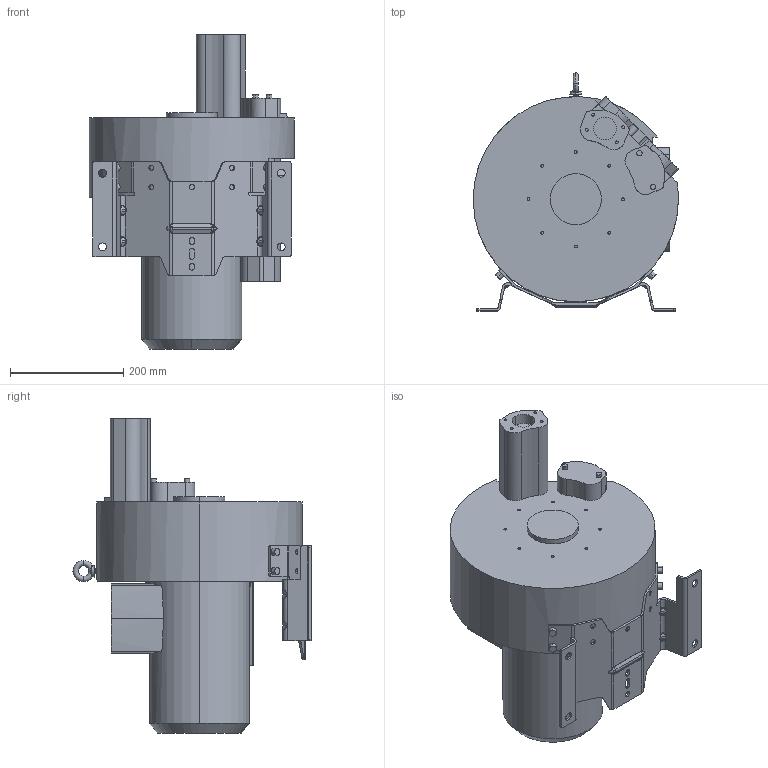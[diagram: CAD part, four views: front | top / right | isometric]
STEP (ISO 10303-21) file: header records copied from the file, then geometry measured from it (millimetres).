
FILE_DESCRIPTION (( 'STEP AP203' ), '1' );
FILE_NAME ('4RB420-0AP21-1.STEP', '2025-05-14T07:29:25', ( '' ), ( '' ), 'SwSTEP 2.0', 'SolidWorks 2025', '' );
FILE_SCHEMA (( 'CONFIG_CONTROL_DESIGN' ));
Length unit declared in the file: millimetre
Products named in the file (1): 4RB420-0AP21-1
Bounding box: 362.67 x 419.71 x 553.92 mm (x, y, z)
Volume: 23337647.9 mm3; surface area: 816076 mm2
Topology: 1 solids, 1 shells, 595 faces, 1561 edges, 1007 vertices
Faces by surface type: cylinder 280, plane 202, bspline 88, torus 14, cone 7, sphere 4
Entity records: 26737 total; most frequent: CARTESIAN_POINT 13018, ORIENTED_EDGE 3122, DIRECTION 2453, EDGE_CURVE 1561, VERTEX_POINT 1007, AXIS2_PLACEMENT_3D 941, EDGE_LOOP 666, ADVANCED_FACE 595
